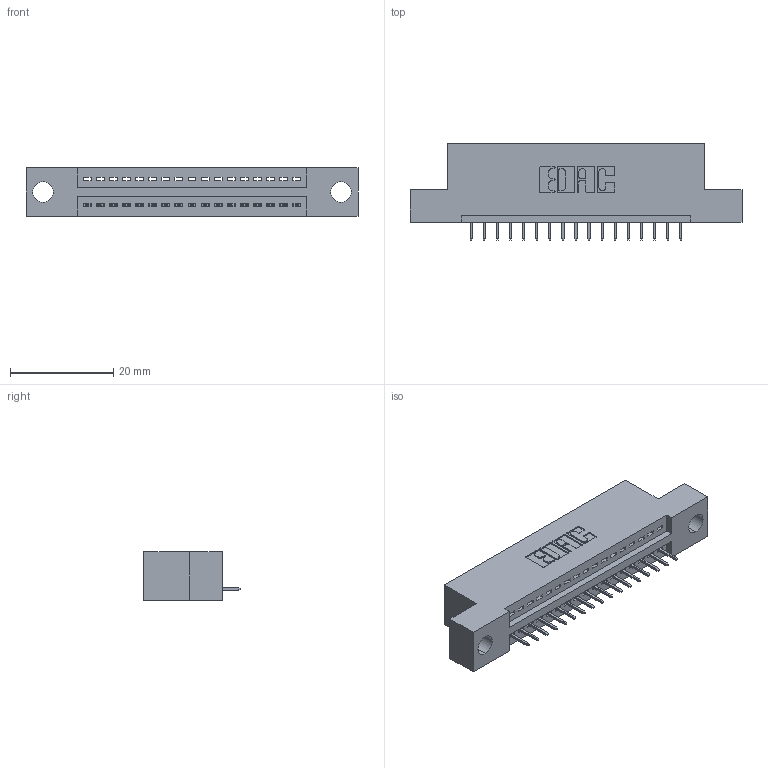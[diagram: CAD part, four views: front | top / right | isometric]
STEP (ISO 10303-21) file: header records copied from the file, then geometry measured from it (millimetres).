
FILE_DESCRIPTION (( 'STEP AP203' ), '1' );
FILE_NAME ('895-017-525-104.STEP', '2020-09-25T05:37:18', ( '' ), ( '' ), 'SwSTEP 2.0', 'SolidWorks 2020', '' );
FILE_SCHEMA (( 'CONFIG_CONTROL_DESIGN' ));
Length unit declared in the file: inch
Products named in the file (3): 895-017-525-104; 845 Part_Flush Mounting Lugs - 0.156 Dia-TH; 345-292-001_345-293-125
Assembly tree (18 placements, depth 2):
  895-017-525-104
    845 Part_Flush Mounting Lugs - 0.156 Dia-TH
    345-292-001_345-293-125  x17
Bounding box: 64.39 x 18.72 x 9.4 mm (x, y, z)
Volume: 5753.7 mm3; surface area: 6883.6 mm2
Topology: 18 solids, 18 shells, 1180 faces, 3401 edges, 2198 vertices
Faces by surface type: plane 862, cylinder 318
Entity records: 16237 total; most frequent: CARTESIAN_POINT 2819, ORIENTED_EDGE 2770, DIRECTION 2499, EDGE_CURVE 1385, LINE 1189, VECTOR 1189, VERTEX_POINT 918, AXIS2_PLACEMENT_3D 655
